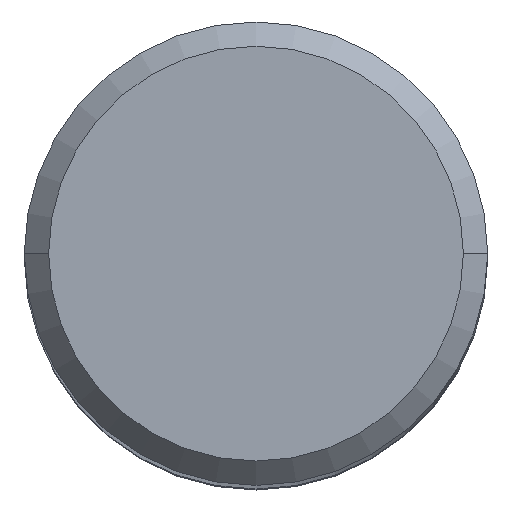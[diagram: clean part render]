
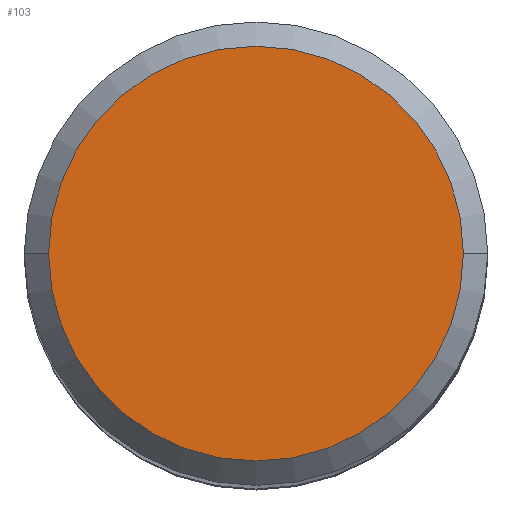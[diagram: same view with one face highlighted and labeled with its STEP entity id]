
A CAD part, top view. The second image highlights one B-rep face of the part: STEP entity #103.
In plain terms, the highlighted planar face has unit normal (0, 0, 1).
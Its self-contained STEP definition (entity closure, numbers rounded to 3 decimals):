
#50=PLANE('',#1087);
#103=ADVANCED_FACE('',(#181),#50,.F.);
#181=FACE_OUTER_BOUND('',#237,.T.);
#237=EDGE_LOOP('',(#381,#382));
#381=ORIENTED_EDGE('',*,*,#648,.T.);
#382=ORIENTED_EDGE('',*,*,#649,.T.);
#547=VERTEX_POINT('',#1729);
#550=VERTEX_POINT('',#1734);
#648=EDGE_CURVE('',#547,#550,#773,.T.);
#649=EDGE_CURVE('',#550,#547,#774,.T.);
#773=CIRCLE('',#1084,8.525);
#774=CIRCLE('',#1086,8.525);
#1084=AXIS2_PLACEMENT_3D('',#1735,#1363,#1364);
#1086=AXIS2_PLACEMENT_3D('',#1737,#1367,#1368);
#1087=AXIS2_PLACEMENT_3D('',#1738,#1369,#1370);
#1363=DIRECTION('',(0.,0.,1.));
#1364=DIRECTION('',(1.,0.,0.));
#1367=DIRECTION('',(0.,0.,1.));
#1368=DIRECTION('',(-1.,0.,0.));
#1369=DIRECTION('',(0.,0.,-1.));
#1370=DIRECTION('',(1.,0.,0.));
#1729=CARTESIAN_POINT('',(8.525,0.,38.04));
#1734=CARTESIAN_POINT('',(-8.525,0.,38.04));
#1735=CARTESIAN_POINT('',(0.,0.,38.04));
#1737=CARTESIAN_POINT('',(0.,0.,38.04));
#1738=CARTESIAN_POINT('',(0.,0.,38.04));
